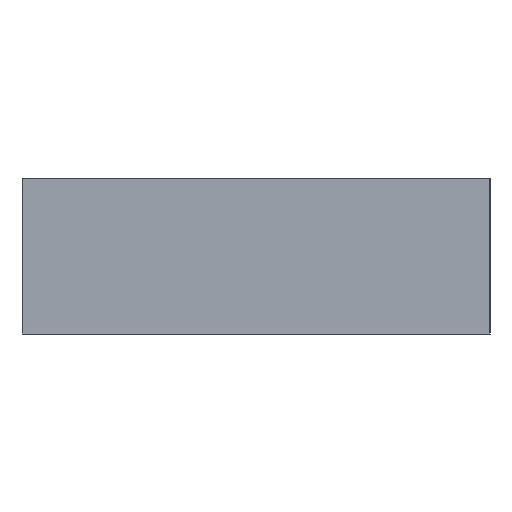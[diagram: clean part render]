
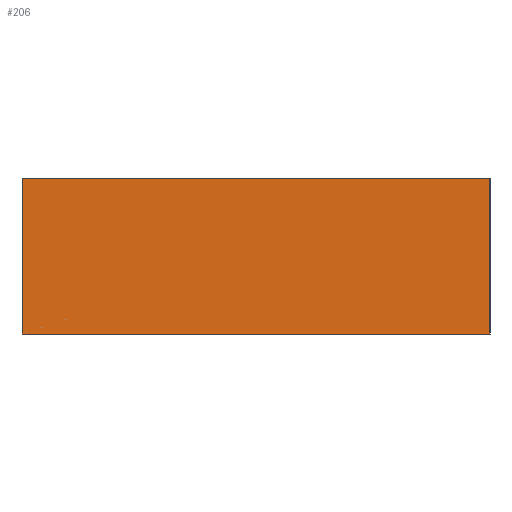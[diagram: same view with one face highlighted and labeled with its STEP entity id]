
A CAD part, left-side view. The second image highlights one B-rep face of the part: STEP entity #206.
In plain terms, the highlighted planar face has unit normal (-1, 0, 0).
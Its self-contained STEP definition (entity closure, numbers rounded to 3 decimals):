
#2 = DIRECTION ( 'NONE',  ( 0., 0., 1. ) ) ;
#3 = VERTEX_POINT ( 'NONE', #223 ) ;
#7 = ORIENTED_EDGE ( 'NONE', *, *, #451, .F. ) ;
#15 = CARTESIAN_POINT ( 'NONE',  ( -61., 15., -5. ) ) ;
#25 = LINE ( 'NONE', #250, #343 ) ;
#30 = CARTESIAN_POINT ( 'NONE',  ( -61., -15., -5. ) ) ;
#58 = DIRECTION ( 'NONE',  ( 0., -1., 0. ) ) ;
#77 = DIRECTION ( 'NONE',  ( 0., -1., 0. ) ) ;
#103 = EDGE_CURVE ( 'NONE', #230, #360, #110, .T. ) ;
#110 = LINE ( 'NONE', #443, #381 ) ;
#157 = DIRECTION ( 'NONE',  ( 0., 0., -1. ) ) ;
#161 = CARTESIAN_POINT ( 'NONE',  ( -61., 15., 5. ) ) ;
#165 = EDGE_CURVE ( 'NONE', #410, #3, #181, .T. ) ;
#181 = LINE ( 'NONE', #15, #249 ) ;
#182 = ORIENTED_EDGE ( 'NONE', *, *, #103, .F. ) ;
#196 = VECTOR ( 'NONE', #2, 1000. ) ;
#203 = EDGE_LOOP ( 'NONE', ( #236, #182, #7, #225 ) ) ;
#206 = ADVANCED_FACE ( 'NONE', ( #394 ), #448, .F. ) ;
#217 = AXIS2_PLACEMENT_3D ( 'NONE', #423, #267, #157 ) ;
#223 = CARTESIAN_POINT ( 'NONE',  ( -61., -15., -5. ) ) ;
#225 = ORIENTED_EDGE ( 'NONE', *, *, #165, .T. ) ;
#230 = VERTEX_POINT ( 'NONE', #161 ) ;
#236 = ORIENTED_EDGE ( 'NONE', *, *, #387, .T. ) ;
#249 = VECTOR ( 'NONE', #58, 1000. ) ;
#250 = CARTESIAN_POINT ( 'NONE',  ( -61., 15., -5. ) ) ;
#254 = CARTESIAN_POINT ( 'NONE',  ( -61., -15., 5. ) ) ;
#267 = DIRECTION ( 'NONE',  ( 1., 0., 0. ) ) ;
#294 = LINE ( 'NONE', #30, #196 ) ;
#343 = VECTOR ( 'NONE', #442, 1000. ) ;
#360 = VERTEX_POINT ( 'NONE', #254 ) ;
#381 = VECTOR ( 'NONE', #77, 1000. ) ;
#387 = EDGE_CURVE ( 'NONE', #3, #360, #294, .T. ) ;
#394 = FACE_OUTER_BOUND ( 'NONE', #203, .T. ) ;
#399 = CARTESIAN_POINT ( 'NONE',  ( -61., 15., -5. ) ) ;
#410 = VERTEX_POINT ( 'NONE', #399 ) ;
#423 = CARTESIAN_POINT ( 'NONE',  ( -61., 15., -5. ) ) ;
#442 = DIRECTION ( 'NONE',  ( 0., 0., 1. ) ) ;
#443 = CARTESIAN_POINT ( 'NONE',  ( -61., 15., 5. ) ) ;
#448 = PLANE ( 'NONE',  #217 ) ;
#451 = EDGE_CURVE ( 'NONE', #410, #230, #25, .T. ) ;
